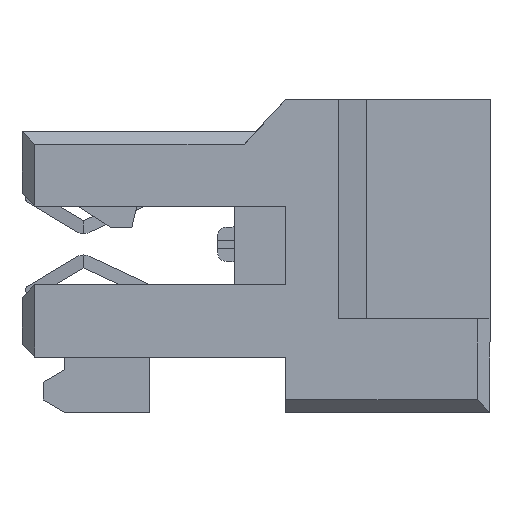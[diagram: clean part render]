
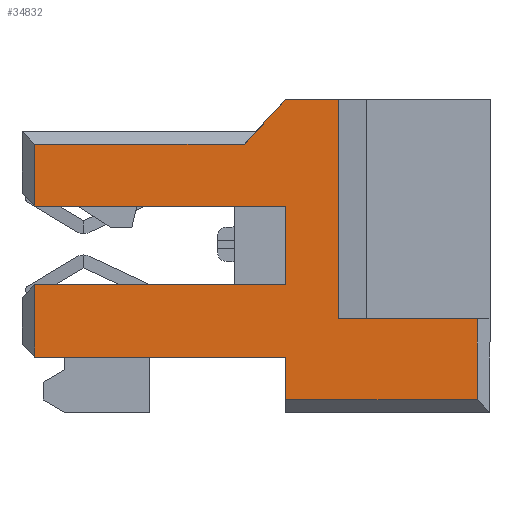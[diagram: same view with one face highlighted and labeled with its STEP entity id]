
A CAD part, left-side view. The second image highlights one B-rep face of the part: STEP entity #34832.
In plain terms, the highlighted face is planar.
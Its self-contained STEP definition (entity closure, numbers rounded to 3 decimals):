
#2276=ORIENTED_EDGE('',*,*,#9775,.T.);
#2277=ORIENTED_EDGE('',*,*,#9589,.T.);
#2278=ORIENTED_EDGE('',*,*,#9949,.T.);
#2279=ORIENTED_EDGE('',*,*,#9950,.T.);
#2280=ORIENTED_EDGE('',*,*,#9744,.T.);
#2281=ORIENTED_EDGE('',*,*,#9739,.T.);
#2282=ORIENTED_EDGE('',*,*,#9951,.T.);
#2283=ORIENTED_EDGE('',*,*,#9952,.T.);
#2284=ORIENTED_EDGE('',*,*,#9953,.T.);
#2285=ORIENTED_EDGE('',*,*,#9954,.T.);
#2286=ORIENTED_EDGE('',*,*,#9585,.T.);
#2287=ORIENTED_EDGE('',*,*,#9582,.T.);
#2288=ORIENTED_EDGE('',*,*,#9772,.T.);
#2289=ORIENTED_EDGE('',*,*,#9955,.T.);
#9582=EDGE_CURVE('',#13469,#13471,#16061,.T.);
#9585=EDGE_CURVE('',#13472,#13469,#16064,.T.);
#9589=EDGE_CURVE('',#13475,#13477,#16068,.T.);
#9739=EDGE_CURVE('',#13588,#13586,#16192,.T.);
#9744=EDGE_CURVE('',#13590,#13588,#16197,.T.);
#9772=EDGE_CURVE('',#13471,#13611,#16225,.T.);
#9775=EDGE_CURVE('',#13614,#13475,#16228,.T.);
#9949=EDGE_CURVE('',#13477,#13759,#16402,.T.);
#9950=EDGE_CURVE('',#13759,#13590,#16403,.T.);
#9951=EDGE_CURVE('',#13586,#13760,#16404,.T.);
#9952=EDGE_CURVE('',#13760,#13761,#16405,.T.);
#9953=EDGE_CURVE('',#13761,#13762,#16406,.T.);
#9954=EDGE_CURVE('',#13762,#13472,#16407,.T.);
#9955=EDGE_CURVE('',#13611,#13614,#16408,.T.);
#13469=VERTEX_POINT('',#46538);
#13471=VERTEX_POINT('',#46542);
#13472=VERTEX_POINT('',#46546);
#13475=VERTEX_POINT('',#46553);
#13477=VERTEX_POINT('',#46557);
#13586=VERTEX_POINT('',#46866);
#13588=VERTEX_POINT('',#46869);
#13590=VERTEX_POINT('',#46875);
#13611=VERTEX_POINT('',#46933);
#13614=VERTEX_POINT('',#46941);
#13759=VERTEX_POINT('',#47265);
#13760=VERTEX_POINT('',#47268);
#13761=VERTEX_POINT('',#47270);
#13762=VERTEX_POINT('',#47272);
#16061=LINE('',#46543,#19044);
#16064=LINE('',#46549,#19047);
#16068=LINE('',#46558,#19051);
#16192=LINE('',#46868,#19175);
#16197=LINE('',#46878,#19180);
#16225=LINE('',#46934,#19208);
#16228=LINE('',#46940,#19211);
#16402=LINE('',#47264,#19385);
#16403=LINE('',#47266,#19386);
#16404=LINE('',#47267,#19387);
#16405=LINE('',#47269,#19388);
#16406=LINE('',#47271,#19389);
#16407=LINE('',#47273,#19390);
#16408=LINE('',#47274,#19391);
#19044=VECTOR('',#38790,1000.);
#19047=VECTOR('',#38795,1000.);
#19051=VECTOR('',#38801,1000.);
#19175=VECTOR('',#39077,1000.);
#19180=VECTOR('',#39084,1000.);
#19208=VECTOR('',#39128,1000.);
#19211=VECTOR('',#39133,1000.);
#19385=VECTOR('',#39317,1000.);
#19386=VECTOR('',#39318,1000.);
#19387=VECTOR('',#39319,1000.);
#19388=VECTOR('',#39320,1000.);
#19389=VECTOR('',#39321,1000.);
#19390=VECTOR('',#39322,1000.);
#19391=VECTOR('',#39323,1000.);
#21839=EDGE_LOOP('',(#2276,#2277,#2278,#2279,#2280,#2281,#2282,#2283,#2284,
#2285,#2286,#2287,#2288,#2289));
#23268=FACE_BOUND('',#21839,.T.);
#24666=PLANE('',#36216);
#34832=ADVANCED_FACE('',(#23268),#24666,.F.);
#36216=AXIS2_PLACEMENT_3D('',#47263,#39315,#39316);
#38790=DIRECTION('',(0.,0.,-1.));
#38795=DIRECTION('',(0.,-1.,0.));
#38801=DIRECTION('',(0.,0.,-1.));
#39077=DIRECTION('',(0.,0.,1.));
#39084=DIRECTION('',(0.,1.,0.));
#39128=DIRECTION('',(0.,1.,0.));
#39133=DIRECTION('',(0.,-1.,0.));
#39315=DIRECTION('',(-1.,0.,0.));
#39316=DIRECTION('',(0.,0.,1.));
#39317=DIRECTION('',(0.,1.,0.));
#39318=DIRECTION('',(0.,0.,-1.));
#39319=DIRECTION('',(0.,-1.,0.));
#39320=DIRECTION('',(0.,0.,1.));
#39321=DIRECTION('',(0.,-1.,0.));
#39322=DIRECTION('',(0.,-0.682,-0.731));
#39323=DIRECTION('',(0.,0.,-1.));
#46538=CARTESIAN_POINT('',(10.,0.3,2.625));
#46542=CARTESIAN_POINT('',(10.,0.3,1.175));
#46543=CARTESIAN_POINT('',(10.,0.3,3.675));
#46546=CARTESIAN_POINT('',(10.,5.22,2.625));
#46549=CARTESIAN_POINT('',(10.,11.,2.625));
#46553=CARTESIAN_POINT('',(10.,0.3,-0.675));
#46557=CARTESIAN_POINT('',(10.,0.3,-2.375));
#46558=CARTESIAN_POINT('',(10.,0.3,3.675));
#46866=CARTESIAN_POINT('',(10.,10.7,-1.475));
#46868=CARTESIAN_POINT('',(10.,10.7,-1.475));
#46869=CARTESIAN_POINT('',(10.,10.7,-3.375));
#46875=CARTESIAN_POINT('',(10.,6.2,-3.375));
#46878=CARTESIAN_POINT('',(10.,11.,-3.375));
#46933=CARTESIAN_POINT('',(10.,6.2,1.175));
#46934=CARTESIAN_POINT('',(10.,0.,1.175));
#46940=CARTESIAN_POINT('',(10.,6.2,-0.675));
#46941=CARTESIAN_POINT('',(10.,6.2,-0.675));
#47263=CARTESIAN_POINT('',(10.,11.,3.675));
#47264=CARTESIAN_POINT('',(10.,0.,-2.375));
#47265=CARTESIAN_POINT('',(10.,6.2,-2.375));
#47266=CARTESIAN_POINT('',(10.,6.2,-2.375));
#47267=CARTESIAN_POINT('',(10.,11.,-1.475));
#47268=CARTESIAN_POINT('',(10.,7.45,-1.475));
#47269=CARTESIAN_POINT('',(10.,7.45,-1.475));
#47270=CARTESIAN_POINT('',(10.,7.45,3.675));
#47271=CARTESIAN_POINT('',(10.,11.,3.675));
#47272=CARTESIAN_POINT('',(10.,6.2,3.675));
#47273=CARTESIAN_POINT('',(10.,6.2,3.675));
#47274=CARTESIAN_POINT('',(10.,6.2,1.175));
